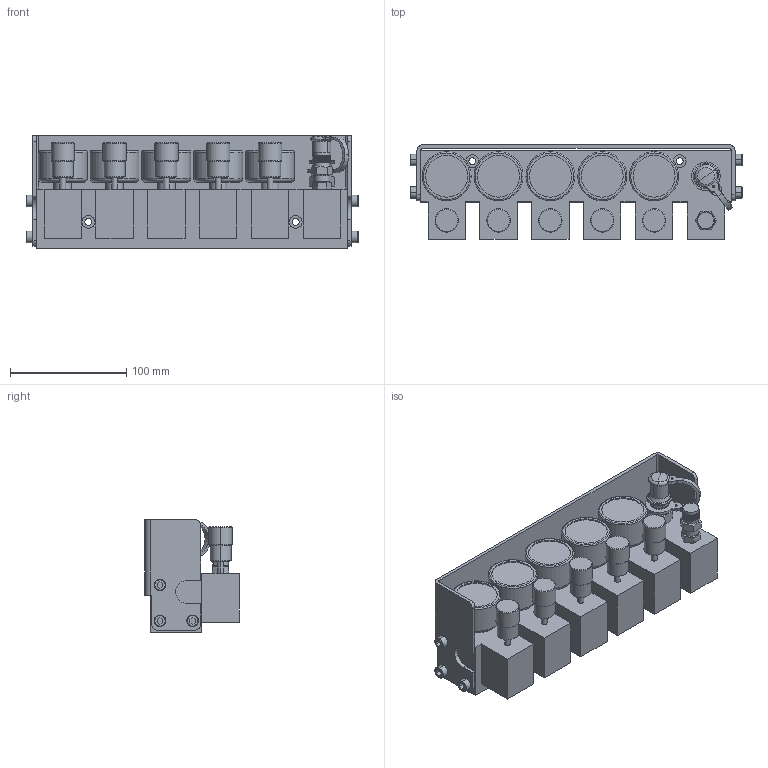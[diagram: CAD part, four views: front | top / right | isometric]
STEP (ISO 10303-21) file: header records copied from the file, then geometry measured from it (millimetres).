
FILE_DESCRIPTION (( 'STEP AP214' ), '1' );
FILE_NAME ('MCP-05.STEP', '2019-07-16T14:35:28', ( 'Metrol Springs' ), ( 'Hewlett-Packard Company' ), 'SwSTEP 2.0', 'SolidWorks 2017', '' );
FILE_SCHEMA (( 'AUTOMOTIVE_DESIGN' ));
Length unit declared in the file: millimetre
Products named in the file (1): MCP-05
Bounding box: 285 x 81 x 97 mm (x, y, z)
Surface area: 199308.6 mm2 (no closed solid volume)
Topology: 0 solids, 12 shells, 1561 faces, 4239 edges, 2767 vertices
Faces by surface type: bspline 664, cylinder 520, plane 214, cone 95, torus 62, sphere 6
Entity records: 163718 total; most frequent: CARTESIAN_POINT 116410, ORIENTED_EDGE 8476, EDGE_CURVE 4239, DIRECTION 3800, VERTEX_POINT 2767, EDGE_LOOP 1649, AXIS2_PLACEMENT_3D 1591, UNCERTAINTY_MEASURE_WITH_UNIT 1574
